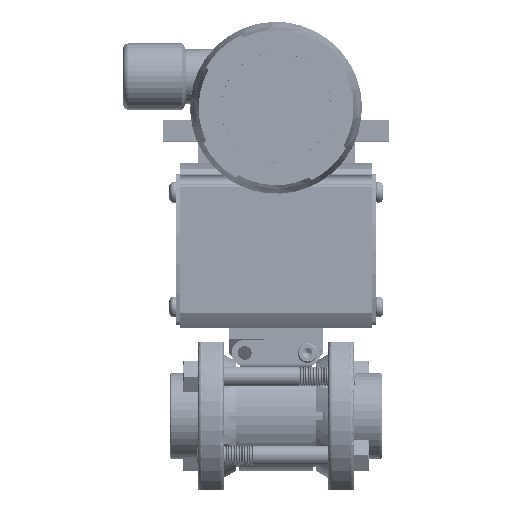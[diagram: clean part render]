
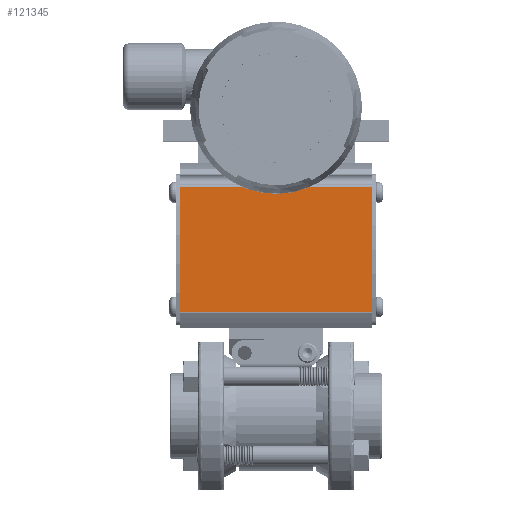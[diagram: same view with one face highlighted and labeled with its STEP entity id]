
A CAD part, top view. The second image highlights one B-rep face of the part: STEP entity #121345.
In plain terms, the highlighted planar face has unit normal (0, 0, 1).
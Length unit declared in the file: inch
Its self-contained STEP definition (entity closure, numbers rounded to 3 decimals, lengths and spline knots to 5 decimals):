
#611 = DIRECTION ( 'NONE',  ( 0., 1., 0. ) ) ;
#961 = EDGE_CURVE ( 'NONE', #108532, #114790, #10585, .T. ) ;
#10585 = LINE ( 'NONE', #36524, #71957 ) ;
#12047 = CARTESIAN_POINT ( 'NONE',  ( -5.04033, 3.6544, 1.17 ) ) ;
#15615 = CARTESIAN_POINT ( 'NONE',  ( -5.04033, 1.65287, 1.17 ) ) ;
#19995 = ORIENTED_EDGE ( 'NONE', *, *, #55961, .T. ) ;
#23623 = DIRECTION ( 'NONE',  ( 0., -1., 0. ) ) ;
#25724 = DIRECTION ( 'NONE',  ( 1., 0., 0. ) ) ;
#27116 = FACE_OUTER_BOUND ( 'NONE', #59734, .T. ) ;
#31165 = CARTESIAN_POINT ( 'NONE',  ( 1.5275, 3.64713, 1.17 ) ) ;
#36524 = CARTESIAN_POINT ( 'NONE',  ( 1.5275, 3.6544, 1.17 ) ) ;
#43704 = LINE ( 'NONE', #128173, #132198 ) ;
#49879 = LINE ( 'NONE', #131360, #107652 ) ;
#53318 = ORIENTED_EDGE ( 'NONE', *, *, #119386, .F. ) ;
#55961 = EDGE_CURVE ( 'NONE', #108287, #114790, #146470, .T. ) ;
#59734 = EDGE_LOOP ( 'NONE', ( #63402, #69458, #53318, #19995 ) ) ;
#63402 = ORIENTED_EDGE ( 'NONE', *, *, #961, .F. ) ;
#69458 = ORIENTED_EDGE ( 'NONE', *, *, #125676, .T. ) ;
#69504 = PLANE ( 'NONE',  #91863 ) ;
#71957 = VECTOR ( 'NONE', #105571, 39.37008 ) ;
#83636 = CARTESIAN_POINT ( 'NONE',  ( -1.5275, 1.65287, 1.17 ) ) ;
#85018 = VECTOR ( 'NONE', #25724, 39.37008 ) ;
#91863 = AXIS2_PLACEMENT_3D ( 'NONE', #12047, #92618, #23623 ) ;
#92618 = DIRECTION ( 'NONE',  ( 0., 0., -1. ) ) ;
#97523 = CARTESIAN_POINT ( 'NONE',  ( 1.5275, 1.65287, 1.17 ) ) ;
#105571 = DIRECTION ( 'NONE',  ( 0., -1., 0. ) ) ;
#107652 = VECTOR ( 'NONE', #142914, 39.37008 ) ;
#108287 = VERTEX_POINT ( 'NONE', #83636 ) ;
#108532 = VERTEX_POINT ( 'NONE', #31165 ) ;
#114790 = VERTEX_POINT ( 'NONE', #97523 ) ;
#115086 = VERTEX_POINT ( 'NONE', #147900 ) ;
#119386 = EDGE_CURVE ( 'NONE', #108287, #115086, #43704, .T. ) ;
#121345 = ADVANCED_FACE ( 'NONE', ( #27116 ), #69504, .F. ) ;
#125676 = EDGE_CURVE ( 'NONE', #108532, #115086, #49879, .T. ) ;
#128173 = CARTESIAN_POINT ( 'NONE',  ( -1.5275, 3.6544, 1.17 ) ) ;
#131360 = CARTESIAN_POINT ( 'NONE',  ( -5.04033, 3.64713, 1.17 ) ) ;
#132198 = VECTOR ( 'NONE', #611, 39.37008 ) ;
#142914 = DIRECTION ( 'NONE',  ( -1., 0., 0. ) ) ;
#146470 = LINE ( 'NONE', #15615, #85018 ) ;
#147900 = CARTESIAN_POINT ( 'NONE',  ( -1.5275, 3.64713, 1.17 ) ) ;
